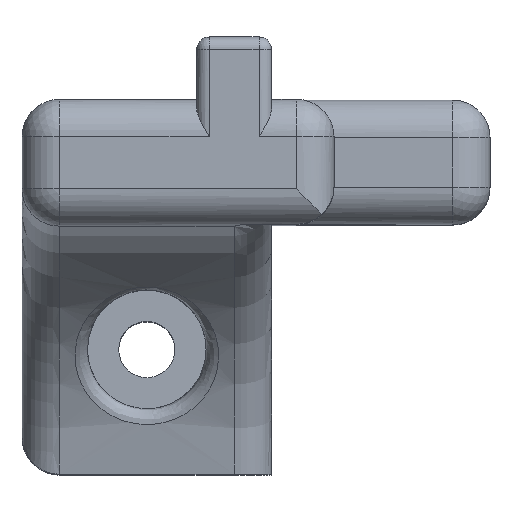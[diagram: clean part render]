
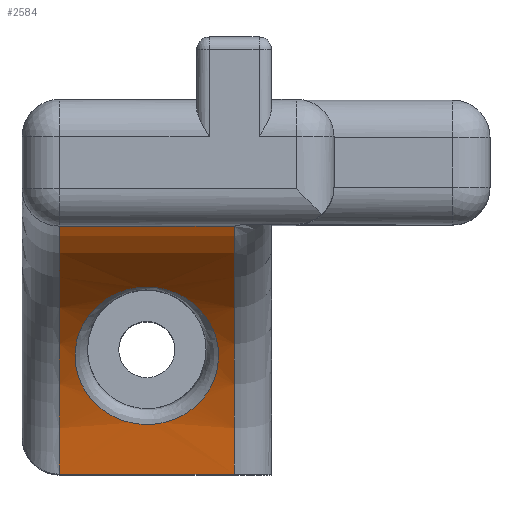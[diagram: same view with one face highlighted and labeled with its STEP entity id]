
A CAD part, top view. The second image highlights one B-rep face of the part: STEP entity #2584.
In plain terms, the highlighted cylindrical face has radius 22.1 mm (diameter 44.2 mm), a partial arc.
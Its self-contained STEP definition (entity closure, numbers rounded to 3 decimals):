
#31=FACE_BOUND('',#797,.T.);
#174=LINE('',#4430,#330);
#182=LINE('',#4509,#338);
#330=VECTOR('',#3551,10.);
#338=VECTOR('',#3589,10.);
#425=B_SPLINE_CURVE_WITH_KNOTS('',3,(#4512,#4513,#4514,#4515,#4516,#4517,
#4518,#4519,#4520,#4521,#4522,#4523,#4524,#4525,#4526,#4527,#4528),
 .UNSPECIFIED.,.T.,.F.,(4,1,1,1,1,1,1,1,1,1,1,1,1,1,4),(-3.195,
-3.081,-2.967,-2.739,-2.282,
-2.054,-1.826,-1.521,-1.369,
-1.065,-0.913,-0.456,-0.228,
-0.114,0.),.UNSPECIFIED.);
#476=CYLINDRICAL_SURFACE('',#2901,22.1);
#616=FACE_OUTER_BOUND('',#796,.T.);
#796=EDGE_LOOP('',(#2064,#2065,#2066,#2067));
#797=EDGE_LOOP('',(#2068));
#1015=CIRCLE('',#2900,22.1);
#1016=CIRCLE('',#2902,22.1);
#1193=VERTEX_POINT('',#4418);
#1194=VERTEX_POINT('',#4429);
#1209=VERTEX_POINT('',#4499);
#1210=VERTEX_POINT('',#4508);
#1211=VERTEX_POINT('',#4511);
#1494=EDGE_CURVE('',#1193,#1194,#174,.T.);
#1515=EDGE_CURVE('',#1209,#1193,#1015,.T.);
#1516=EDGE_CURVE('',#1210,#1209,#182,.T.);
#1517=EDGE_CURVE('',#1194,#1210,#1016,.T.);
#1518=EDGE_CURVE('',#1211,#1211,#425,.T.);
#2064=ORIENTED_EDGE('',*,*,#1515,.F.);
#2065=ORIENTED_EDGE('',*,*,#1516,.F.);
#2066=ORIENTED_EDGE('',*,*,#1517,.F.);
#2067=ORIENTED_EDGE('',*,*,#1494,.F.);
#2068=ORIENTED_EDGE('',*,*,#1518,.F.);
#2584=ADVANCED_FACE('',(#616,#31),#476,.F.);
#2900=AXIS2_PLACEMENT_3D('',#4506,#3585,#3586);
#2901=AXIS2_PLACEMENT_3D('',#4507,#3587,#3588);
#2902=AXIS2_PLACEMENT_3D('',#4510,#3590,#3591);
#3551=DIRECTION('',(-1.,0.,0.));
#3585=DIRECTION('center_axis',(-1.,0.,0.));
#3586=DIRECTION('ref_axis',(0.,0.698,-0.716));
#3587=DIRECTION('center_axis',(1.,0.,0.));
#3588=DIRECTION('ref_axis',(0.,1.,0.));
#3589=DIRECTION('',(1.,0.,0.));
#3590=DIRECTION('center_axis',(1.,0.,0.));
#3591=DIRECTION('ref_axis',(0.,0.74,-0.673));
#4418=CARTESIAN_POINT('',(4.5,-30.,20.));
#4429=CARTESIAN_POINT('',(-9.5,-30.,20.));
#4430=CARTESIAN_POINT('',(-12.5,-30.,20.));
#4499=CARTESIAN_POINT('',(4.5,-10.158,39.359));
#4506=CARTESIAN_POINT('Origin',(4.5,-32.1,42.));
#4507=CARTESIAN_POINT('Origin',(-12.5,-32.1,42.));
#4508=CARTESIAN_POINT('',(-9.5,-10.158,39.359));
#4509=CARTESIAN_POINT('',(-12.5,-10.158,39.359));
#4510=CARTESIAN_POINT('Origin',(-9.5,-32.1,42.));
#4511=CARTESIAN_POINT('',(-2.5,-15.023,27.972));
#4512=CARTESIAN_POINT('Ctrl Pts',(-2.5,-15.023,27.972));
#4513=CARTESIAN_POINT('Ctrl Pts',(-2.976,-15.023,27.972));
#4514=CARTESIAN_POINT('Ctrl Pts',(-3.924,-15.138,27.829));
#4515=CARTESIAN_POINT('Ctrl Pts',(-5.579,-15.757,27.109));
#4516=CARTESIAN_POINT('Ctrl Pts',(-7.706,-17.477,25.288));
#4517=CARTESIAN_POINT('Ctrl Pts',(-8.669,-20.472,23.038));
#4518=CARTESIAN_POINT('Ctrl Pts',(-7.467,-23.694,21.514));
#4519=CARTESIAN_POINT('Ctrl Pts',(-5.119,-25.772,20.806));
#4520=CARTESIAN_POINT('Ctrl Pts',(-2.144,-26.257,20.69));
#4521=CARTESIAN_POINT('Ctrl Pts',(0.9,-25.248,20.971));
#4522=CARTESIAN_POINT('Ctrl Pts',(2.638,-23.423,21.619));
#4523=CARTESIAN_POINT('Ctrl Pts',(3.584,-20.222,23.227));
#4524=CARTESIAN_POINT('Ctrl Pts',(2.709,-17.479,25.288));
#4525=CARTESIAN_POINT('Ctrl Pts',(0.579,-15.757,27.109));
#4526=CARTESIAN_POINT('Ctrl Pts',(-1.076,-15.139,27.829));
#4527=CARTESIAN_POINT('Ctrl Pts',(-2.024,-15.023,27.972));
#4528=CARTESIAN_POINT('Ctrl Pts',(-2.5,-15.023,27.972));
